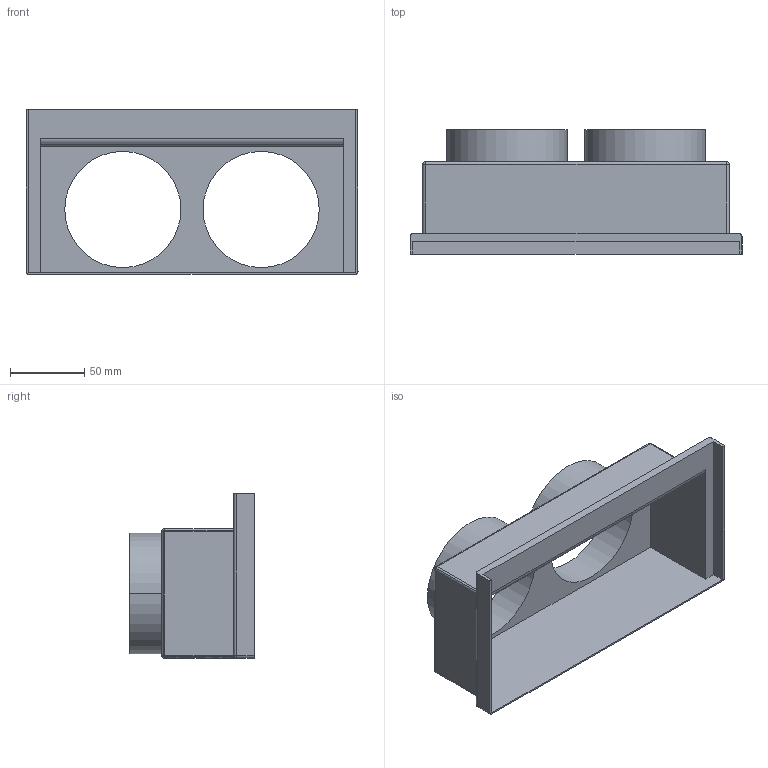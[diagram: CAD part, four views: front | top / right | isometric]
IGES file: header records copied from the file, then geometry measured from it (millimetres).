
Start section: Elysium IGES Interface
Global section: file name: 108HWS-75-A Blechadapter.igs; native system: PTC Creo Elements/Direct Modeling 19.0C  15-Aug-2015; preprocessor: Creo Element/Direct IGES_3D V2.2; author: Unknown; organization: Unknown; date: 20200218.182212; units: millimetre
Bounding box: 223 x 83.8 x 110.5 mm (x, y, z)
Volume: 98549.3 mm3; surface area: 120799 mm2
Topology: 1 solids, 1 shells, 49 faces, 121 edges, 70 vertices
Faces by surface type: bspline 49
